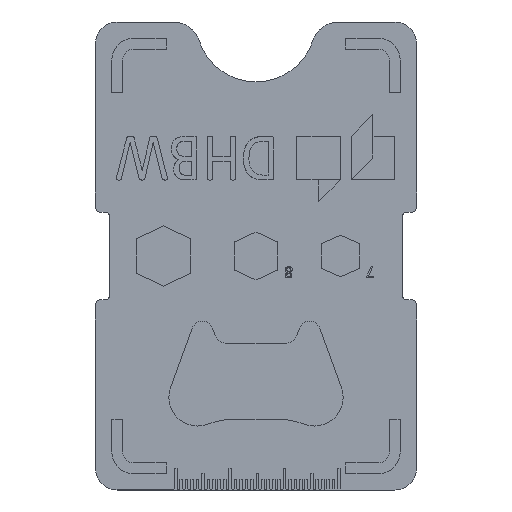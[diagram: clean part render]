
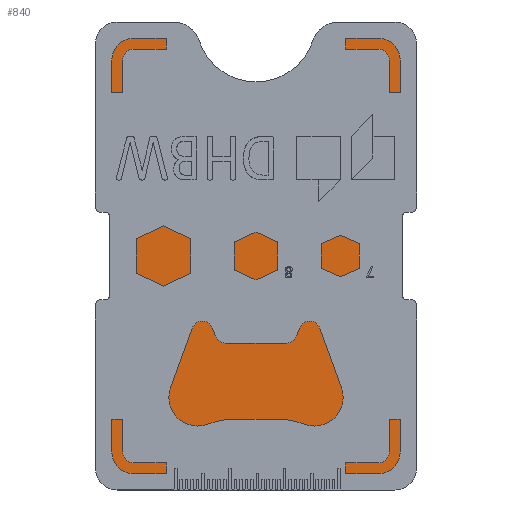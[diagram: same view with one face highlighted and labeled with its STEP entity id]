
A CAD part, front view. The second image highlights one B-rep face of the part: STEP entity #840.
In plain terms, the highlighted planar face has unit normal (0, -1, 0).
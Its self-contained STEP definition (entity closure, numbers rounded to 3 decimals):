
#191=DIRECTION('',(1.,0.,0.));
#192=VECTOR('',#191,9.301);
#193=CARTESIAN_POINT('',(44.699,-1.,86.));
#194=LINE('',#193,#192);
#283=CARTESIAN_POINT('',(54.,-1.,81.));
#284=DIRECTION('',(0.,-1.,0.));
#285=DIRECTION('',(1.,0.,0.));
#286=AXIS2_PLACEMENT_3D('',#283,#284,#285);
#288=CARTESIAN_POINT('',(58.,-1.,52.));
#289=DIRECTION('',(0.,-1.,0.));
#290=DIRECTION('',(0.,0.,-1.));
#291=AXIS2_PLACEMENT_3D('',#288,#289,#290);
#293=CARTESIAN_POINT('',(57.,-1.,50.5));
#294=DIRECTION('',(0.,1.,0.));
#295=DIRECTION('',(-1.,0.,0.));
#296=AXIS2_PLACEMENT_3D('',#293,#294,#295);
#298=CARTESIAN_POINT('',(57.,-1.,35.5));
#299=DIRECTION('',(0.,1.,0.));
#300=DIRECTION('',(0.,0.,-1.));
#301=AXIS2_PLACEMENT_3D('',#298,#299,#300);
#303=CARTESIAN_POINT('',(58.,-1.,34.));
#304=DIRECTION('',(0.,-1.,0.));
#305=DIRECTION('',(1.,0.,0.));
#306=AXIS2_PLACEMENT_3D('',#303,#304,#305);
#308=CARTESIAN_POINT('',(54.,-1.,5.));
#309=DIRECTION('',(0.,-1.,0.));
#310=DIRECTION('',(0.,0.,-1.));
#311=AXIS2_PLACEMENT_3D('',#308,#309,#310);
#313=CARTESIAN_POINT('',(5.,-1.,5.));
#314=DIRECTION('',(0.,-1.,0.));
#315=DIRECTION('',(-1.,0.,0.));
#316=AXIS2_PLACEMENT_3D('',#313,#314,#315);
#318=CARTESIAN_POINT('',(1.,-1.,34.));
#319=DIRECTION('',(0.,-1.,0.));
#320=DIRECTION('',(0.,0.,1.));
#321=AXIS2_PLACEMENT_3D('',#318,#319,#320);
#323=CARTESIAN_POINT('',(2.,-1.,35.5));
#324=DIRECTION('',(0.,1.,0.));
#325=DIRECTION('',(1.,0.,0.));
#326=AXIS2_PLACEMENT_3D('',#323,#324,#325);
#328=CARTESIAN_POINT('',(2.,-1.,50.5));
#329=DIRECTION('',(0.,1.,0.));
#330=DIRECTION('',(0.,0.,1.));
#331=AXIS2_PLACEMENT_3D('',#328,#329,#330);
#333=CARTESIAN_POINT('',(1.,-1.,52.));
#334=DIRECTION('',(0.,-1.,0.));
#335=DIRECTION('',(-1.,0.,0.));
#336=AXIS2_PLACEMENT_3D('',#333,#334,#335);
#338=CARTESIAN_POINT('',(5.,-1.,81.));
#339=DIRECTION('',(0.,-1.,0.));
#340=DIRECTION('',(0.,0.,1.));
#341=AXIS2_PLACEMENT_3D('',#338,#339,#340);
#343=CARTESIAN_POINT('',(14.301,-1.,81.));
#344=DIRECTION('',(0.,-1.,0.));
#345=DIRECTION('',(0.95,0.,0.312));
#346=AXIS2_PLACEMENT_3D('',#343,#344,#345);
#348=CARTESIAN_POINT('',(29.5,-1.,86.));
#349=DIRECTION('',(0.,1.,0.));
#350=DIRECTION('',(0.,0.,-1.));
#351=AXIS2_PLACEMENT_3D('',#348,#349,#350);
#353=CARTESIAN_POINT('',(29.5,-1.,86.));
#354=DIRECTION('',(0.,1.,0.));
#355=DIRECTION('',(0.95,0.,-0.313));
#356=AXIS2_PLACEMENT_3D('',#353,#354,#355);
#358=CARTESIAN_POINT('',(44.699,-1.,81.));
#359=DIRECTION('',(0.,-1.,0.));
#360=DIRECTION('',(0.,0.,1.));
#361=AXIS2_PLACEMENT_3D('',#358,#359,#360);
#371=DIRECTION('',(0.,0.,-1.));
#372=VECTOR('',#371,29.);
#373=CARTESIAN_POINT('',(59.,-1.,81.));
#374=LINE('',#373,#372);
#387=DIRECTION('',(-1.,0.,0.));
#388=VECTOR('',#387,1.);
#389=CARTESIAN_POINT('',(58.,-1.,51.));
#390=LINE('',#389,#388);
#407=DIRECTION('',(0.,0.,-1.));
#408=VECTOR('',#407,15.);
#409=CARTESIAN_POINT('',(56.5,-1.,50.5));
#410=LINE('',#409,#408);
#423=DIRECTION('',(1.,0.,0.));
#424=VECTOR('',#423,1.);
#425=CARTESIAN_POINT('',(57.,-1.,35.));
#426=LINE('',#425,#424);
#439=DIRECTION('',(0.,0.,-1.));
#440=VECTOR('',#439,29.);
#441=CARTESIAN_POINT('',(59.,-1.,34.));
#442=LINE('',#441,#440);
#451=DIRECTION('',(-1.,0.,0.));
#452=VECTOR('',#451,49.);
#453=CARTESIAN_POINT('',(54.,-1.,0.));
#454=LINE('',#453,#452);
#467=DIRECTION('',(0.,0.,1.));
#468=VECTOR('',#467,29.);
#469=CARTESIAN_POINT('',(0.,-1.,5.));
#470=LINE('',#469,#468);
#483=DIRECTION('',(1.,0.,0.));
#484=VECTOR('',#483,1.);
#485=CARTESIAN_POINT('',(1.,-1.,35.));
#486=LINE('',#485,#484);
#503=DIRECTION('',(0.,0.,1.));
#504=VECTOR('',#503,15.);
#505=CARTESIAN_POINT('',(2.5,-1.,35.5));
#506=LINE('',#505,#504);
#519=DIRECTION('',(-1.,0.,0.));
#520=VECTOR('',#519,1.);
#521=CARTESIAN_POINT('',(2.,-1.,51.));
#522=LINE('',#521,#520);
#535=DIRECTION('',(0.,0.,1.));
#536=VECTOR('',#535,29.);
#537=CARTESIAN_POINT('',(0.,-1.,52.));
#538=LINE('',#537,#536);
#547=DIRECTION('',(1.,0.,0.));
#548=VECTOR('',#547,9.301);
#549=CARTESIAN_POINT('',(5.,-1.,86.));
#550=LINE('',#549,#548);
#563=CARTESIAN_POINT('',(2.,-1.,51.));
#564=CARTESIAN_POINT('',(2.5,-1.,50.5));
#565=VERTEX_POINT('',#563);
#566=VERTEX_POINT('',#564);
#575=CARTESIAN_POINT('',(5.,-1.,0.));
#576=VERTEX_POINT('',#575);
#577=CARTESIAN_POINT('',(0.,-1.,5.));
#578=VERTEX_POINT('',#577);
#583=CARTESIAN_POINT('',(54.,-1.,0.));
#584=VERTEX_POINT('',#583);
#597=CARTESIAN_POINT('',(29.5,-1.,75.));
#598=CARTESIAN_POINT('',(19.051,-1.,82.563));
#599=VERTEX_POINT('',#597);
#600=VERTEX_POINT('',#598);
#601=CARTESIAN_POINT('',(39.949,-1.,82.563));
#602=VERTEX_POINT('',#601);
#631=CARTESIAN_POINT('',(0.,-1.,34.));
#632=VERTEX_POINT('',#631);
#633=CARTESIAN_POINT('',(1.,-1.,35.));
#634=CARTESIAN_POINT('',(2.,-1.,35.));
#635=VERTEX_POINT('',#633);
#636=VERTEX_POINT('',#634);
#637=CARTESIAN_POINT('',(5.,-1.,86.));
#638=CARTESIAN_POINT('',(0.,-1.,81.));
#639=VERTEX_POINT('',#637);
#640=VERTEX_POINT('',#638);
#641=CARTESIAN_POINT('',(59.,-1.,81.));
#642=CARTESIAN_POINT('',(54.,-1.,86.));
#643=VERTEX_POINT('',#641);
#644=VERTEX_POINT('',#642);
#645=CARTESIAN_POINT('',(59.,-1.,5.));
#646=VERTEX_POINT('',#645);
#647=CARTESIAN_POINT('',(58.,-1.,35.));
#648=VERTEX_POINT('',#647);
#649=CARTESIAN_POINT('',(59.,-1.,34.));
#650=VERTEX_POINT('',#649);
#651=CARTESIAN_POINT('',(0.,-1.,52.));
#652=CARTESIAN_POINT('',(1.,-1.,51.));
#653=VERTEX_POINT('',#651);
#654=VERTEX_POINT('',#652);
#655=CARTESIAN_POINT('',(58.,-1.,51.));
#656=CARTESIAN_POINT('',(59.,-1.,52.));
#657=VERTEX_POINT('',#655);
#658=VERTEX_POINT('',#656);
#665=CARTESIAN_POINT('',(44.699,-1.,86.));
#666=VERTEX_POINT('',#665);
#667=CARTESIAN_POINT('',(14.301,-1.,86.));
#668=VERTEX_POINT('',#667);
#669=CARTESIAN_POINT('',(57.,-1.,51.));
#670=VERTEX_POINT('',#669);
#671=CARTESIAN_POINT('',(56.5,-1.,35.5));
#672=VERTEX_POINT('',#671);
#673=CARTESIAN_POINT('',(56.5,-1.,50.5));
#674=VERTEX_POINT('',#673);
#675=CARTESIAN_POINT('',(57.,-1.,35.));
#676=VERTEX_POINT('',#675);
#677=CARTESIAN_POINT('',(2.5,-1.,35.5));
#678=VERTEX_POINT('',#677);
#778=CARTESIAN_POINT('',(0.,-1.,0.));
#779=DIRECTION('',(0.,-1.,0.));
#780=DIRECTION('',(0.,0.,-1.));
#781=AXIS2_PLACEMENT_3D('',#778,#779,#780);
#782=PLANE('',#781);
#783=ORIENTED_EDGE('',*,*,#688,.T.);
#785=ORIENTED_EDGE('',*,*,#784,.F.);
#787=ORIENTED_EDGE('',*,*,#786,.T.);
#789=ORIENTED_EDGE('',*,*,#788,.F.);
#791=ORIENTED_EDGE('',*,*,#790,.T.);
#793=ORIENTED_EDGE('',*,*,#792,.F.);
#795=ORIENTED_EDGE('',*,*,#794,.T.);
#797=ORIENTED_EDGE('',*,*,#796,.F.);
#799=ORIENTED_EDGE('',*,*,#798,.T.);
#801=ORIENTED_EDGE('',*,*,#800,.F.);
#803=ORIENTED_EDGE('',*,*,#802,.T.);
#805=ORIENTED_EDGE('',*,*,#804,.F.);
#807=ORIENTED_EDGE('',*,*,#806,.T.);
#809=ORIENTED_EDGE('',*,*,#808,.F.);
#811=ORIENTED_EDGE('',*,*,#810,.T.);
#813=ORIENTED_EDGE('',*,*,#812,.F.);
#815=ORIENTED_EDGE('',*,*,#814,.T.);
#817=ORIENTED_EDGE('',*,*,#816,.F.);
#819=ORIENTED_EDGE('',*,*,#818,.T.);
#821=ORIENTED_EDGE('',*,*,#820,.F.);
#823=ORIENTED_EDGE('',*,*,#822,.T.);
#825=ORIENTED_EDGE('',*,*,#824,.F.);
#827=ORIENTED_EDGE('',*,*,#826,.T.);
#829=ORIENTED_EDGE('',*,*,#828,.F.);
#831=ORIENTED_EDGE('',*,*,#830,.T.);
#833=ORIENTED_EDGE('',*,*,#832,.F.);
#834=ORIENTED_EDGE('',*,*,#765,.F.);
#835=ORIENTED_EDGE('',*,*,#773,.F.);
#837=ORIENTED_EDGE('',*,*,#836,.F.);
#838=EDGE_LOOP('',(#783,#785,#787,#789,#791,#793,#795,#797,#799,#801,#803,#805,
#807,#809,#811,#813,#815,#817,#819,#821,#823,#825,#827,#829,#831,#833,#834,#835,
#837));
#839=FACE_OUTER_BOUND('',#838,.F.);
#840=ADVANCED_FACE('',(#839),#782,.T.);
#287=CIRCLE('',#286,5.);
#292=CIRCLE('',#291,1.);
#297=CIRCLE('',#296,0.5);
#302=CIRCLE('',#301,0.5);
#307=CIRCLE('',#306,1.);
#312=CIRCLE('',#311,5.);
#317=CIRCLE('',#316,5.);
#322=CIRCLE('',#321,1.);
#327=CIRCLE('',#326,0.5);
#332=CIRCLE('',#331,0.5);
#337=CIRCLE('',#336,1.);
#342=CIRCLE('',#341,5.);
#347=CIRCLE('',#346,5.);
#352=CIRCLE('',#351,11.);
#357=CIRCLE('',#356,11.);
#362=CIRCLE('',#361,5.);
#688=EDGE_CURVE('',#666,#644,#194,.T.);
#765=EDGE_CURVE('',#599,#600,#352,.T.);
#773=EDGE_CURVE('',#602,#599,#357,.T.);
#784=EDGE_CURVE('',#643,#644,#287,.T.);
#786=EDGE_CURVE('',#643,#658,#374,.T.);
#788=EDGE_CURVE('',#657,#658,#292,.T.);
#790=EDGE_CURVE('',#657,#670,#390,.T.);
#792=EDGE_CURVE('',#674,#670,#297,.T.);
#794=EDGE_CURVE('',#674,#672,#410,.T.);
#796=EDGE_CURVE('',#676,#672,#302,.T.);
#798=EDGE_CURVE('',#676,#648,#426,.T.);
#800=EDGE_CURVE('',#650,#648,#307,.T.);
#802=EDGE_CURVE('',#650,#646,#442,.T.);
#804=EDGE_CURVE('',#584,#646,#312,.T.);
#806=EDGE_CURVE('',#584,#576,#454,.T.);
#808=EDGE_CURVE('',#578,#576,#317,.T.);
#810=EDGE_CURVE('',#578,#632,#470,.T.);
#812=EDGE_CURVE('',#635,#632,#322,.T.);
#814=EDGE_CURVE('',#635,#636,#486,.T.);
#816=EDGE_CURVE('',#678,#636,#327,.T.);
#818=EDGE_CURVE('',#678,#566,#506,.T.);
#820=EDGE_CURVE('',#565,#566,#332,.T.);
#822=EDGE_CURVE('',#565,#654,#522,.T.);
#824=EDGE_CURVE('',#653,#654,#337,.T.);
#826=EDGE_CURVE('',#653,#640,#538,.T.);
#828=EDGE_CURVE('',#639,#640,#342,.T.);
#830=EDGE_CURVE('',#639,#668,#550,.T.);
#832=EDGE_CURVE('',#600,#668,#347,.T.);
#836=EDGE_CURVE('',#666,#602,#362,.T.);
